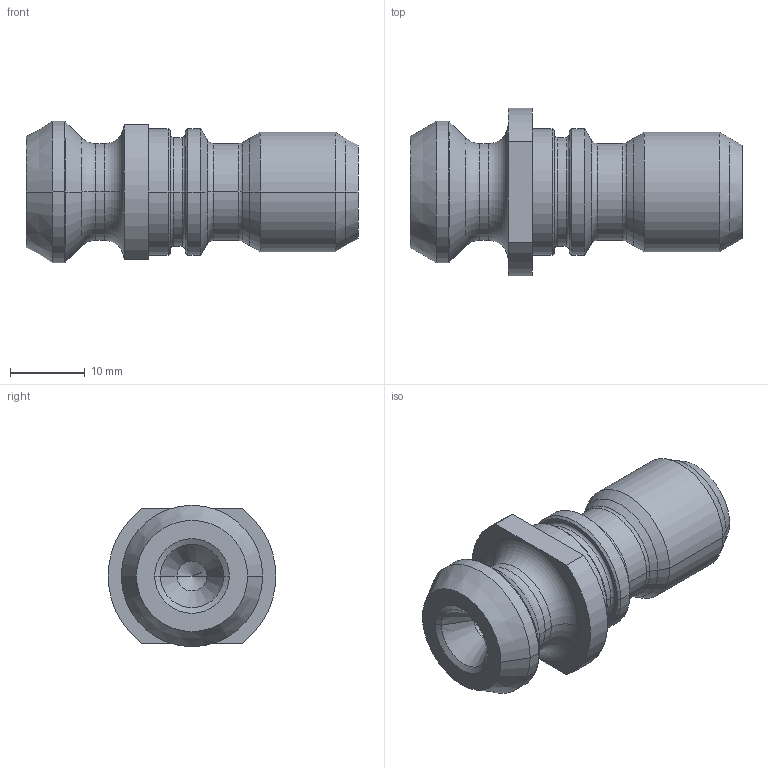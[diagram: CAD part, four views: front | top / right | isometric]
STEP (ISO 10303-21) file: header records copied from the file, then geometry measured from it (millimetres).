
FILE_DESCRIPTION((''),'2;1');
FILE_NAME('88-402-40','2012-04-13T',('mei'),(''),'PRO/ENGINEER BY PARAMETRIC TECHNOLOGY CORPORATION, 2010430','PRO/ENGINEER BY PARAMETRIC TECHNOLOGY CORPORATION, 2010430','');
FILE_SCHEMA(('CONFIG_CONTROL_DESIGN'));
Length unit declared in the file: millimetre
Products named in the file (1): 88-402-40
Bounding box: 44.5 x 22.42 x 18.95 mm (x, y, z)
Volume: 8769.8 mm3; surface area: 3732 mm2
Topology: 1 solids, 2 shells, 65 faces, 138 edges, 75 vertices
Faces by surface type: cone 24, cylinder 20, torus 14, plane 7
Entity records: 1772 total; most frequent: DIRECTION 348, CARTESIAN_POINT 293, ORIENTED_EDGE 268, AXIS2_PLACEMENT_3D 148, EDGE_CURVE 136, CIRCLE 82, VERTEX_POINT 75, EDGE_LOOP 67
